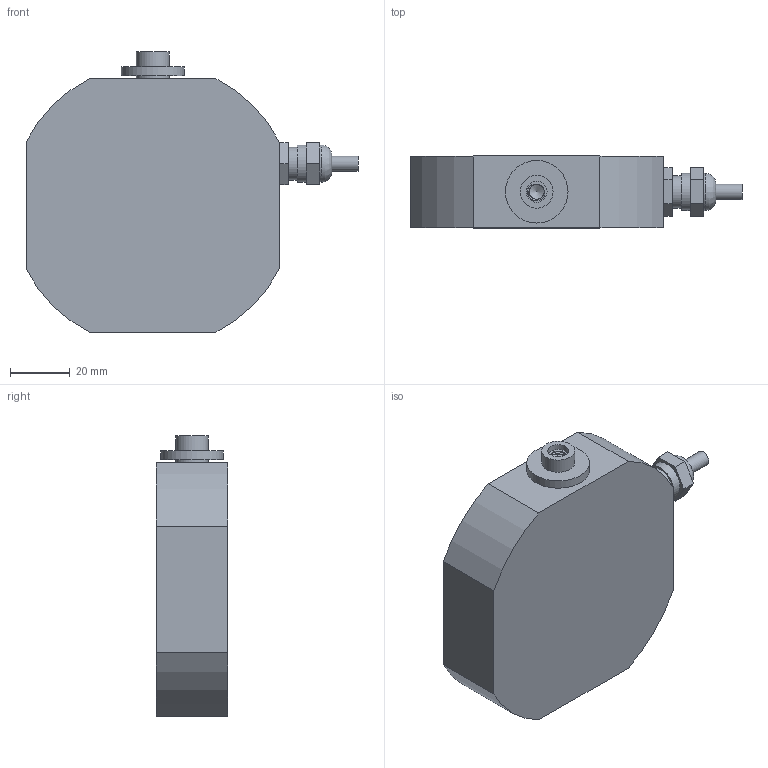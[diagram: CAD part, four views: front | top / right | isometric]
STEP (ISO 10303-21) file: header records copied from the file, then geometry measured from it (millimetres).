
FILE_DESCRIPTION(/* description */ (''),/* implementation_level */ '2;1');
FILE_NAME(/* name */ '101AH-(1-30)kg v2.step',/* time_stamp */ '2020-01-22T14:05:48-08:00',/* author */ (''),/* organization */ (''),/* preprocessor_version */ 'ST-DEVELOPER v18',/* originating_system */ 'Autodesk Translation Framework v8.12.0.6',/* authorisation */ '');
FILE_SCHEMA (('AUTOMOTIVE_DESIGN { 1 0 10303 214 3 1 1 }'));
Length unit declared in the file: millimetre
Products named in the file (1): 101AH-(1-30)kg
Bounding box: 111.35 x 24 x 94 mm (x, y, z)
Volume: 158900 mm3; surface area: 23837.5 mm2
Topology: 1 solids, 1 shells, 145 faces, 364 edges, 233 vertices
Faces by surface type: cylinder 98, plane 34, bspline 9, cone 4
Full cylindrical faces by diameter (mm): 5.035 x36, 5.1 x1, 6.147 x32, 7 x2, 11 x3, 12.5 x2, 15 x1, 21 x1
Entity records: 9235 total; most frequent: CARTESIAN_POINT 6045, ORIENTED_EDGE 720, DIRECTION 532, EDGE_CURVE 360, VERTEX_POINT 233, AXIS2_PLACEMENT_3D 195, EDGE_LOOP 161, B_SPLINE_CURVE_WITH_KNOTS 160
